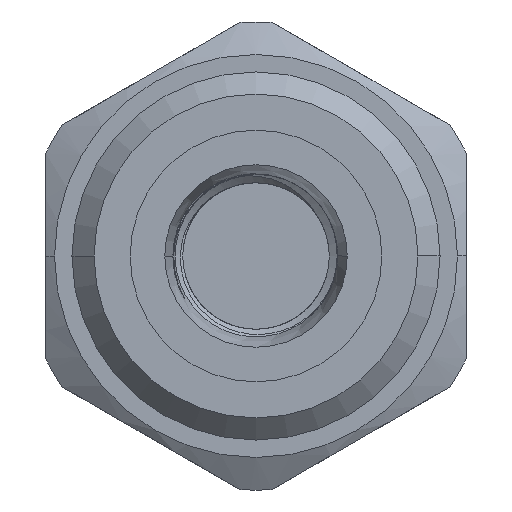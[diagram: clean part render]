
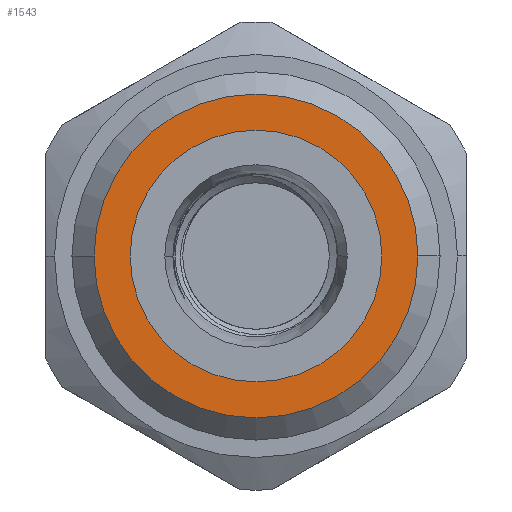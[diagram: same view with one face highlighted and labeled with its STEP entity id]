
A CAD part, left-side view. The second image highlights one B-rep face of the part: STEP entity #1543.
In plain terms, the highlighted planar face has unit normal (-1, 0, 0).
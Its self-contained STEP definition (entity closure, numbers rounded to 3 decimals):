
#153 = VERTEX_POINT ( 'NONE', #4103 ) ;
#157 = VERTEX_POINT ( 'NONE', #4107 ) ;
#179 = VERTEX_POINT ( 'NONE', #4134 ) ;
#227 = VERTEX_POINT ( 'NONE', #4206 ) ;
#1543 = ADVANCED_FACE ( 'NONE', ( #6208, #6209 ), #6330, .T. ) ;
#2119 = EDGE_CURVE ( 'NONE', #227, #157, #8485, .T. ) ;
#2126 = EDGE_CURVE ( 'NONE', #153, #179, #8494, .T. ) ;
#2353 = EDGE_CURVE ( 'NONE', #157, #227, #10446, .T. ) ;
#2354 = EDGE_CURVE ( 'NONE', #179, #153, #10447, .T. ) ;
#3023 = ORIENTED_EDGE ( 'NONE', *, *, #2353, .F. ) ;
#3024 = ORIENTED_EDGE ( 'NONE', *, *, #2119, .F. ) ;
#3025 = ORIENTED_EDGE ( 'NONE', *, *, #2354, .T. ) ;
#3026 = ORIENTED_EDGE ( 'NONE', *, *, #2126, .T. ) ;
#3834 = EDGE_LOOP ( 'NONE', ( #3023, #3024 ) ) ;
#3922 = EDGE_LOOP ( 'NONE', ( #3025, #3026 ) ) ;
#4103 = CARTESIAN_POINT ( 'NONE',  ( 0., -11., 0. ) ) ;
#4107 = CARTESIAN_POINT ( 'NONE',  ( 0., -8.55, 0. ) ) ;
#4134 = CARTESIAN_POINT ( 'NONE',  ( 0., 11., 0. ) ) ;
#4206 = CARTESIAN_POINT ( 'NONE',  ( 0., 8.55, 0. ) ) ;
#6208 = FACE_BOUND ( 'NONE', #3834, .T. ) ;
#6209 = FACE_OUTER_BOUND ( 'NONE', #3922, .T. ) ;
#6330 = PLANE ( 'NONE',  #6861 ) ;
#6337 = CARTESIAN_POINT ( 'NONE',  ( 0., 0., 0. ) ) ;
#6338 = DIRECTION ( 'NONE',  ( -1., 0., 0. ) ) ;
#6339 = DIRECTION ( 'NONE',  ( 0., -1., 0. ) ) ;
#6861 = AXIS2_PLACEMENT_3D ( 'NONE', #6337, #6338, #6339 ) ;
#8485 = CIRCLE ( 'NONE', #9206, 8.55 ) ;
#8494 = CIRCLE ( 'NONE', #9209, 11. ) ;
#9206 = AXIS2_PLACEMENT_3D ( 'NONE', #9499, #9500, #9501 ) ;
#9209 = AXIS2_PLACEMENT_3D ( 'NONE', #9519, #9520, #9521 ) ;
#9283 = AXIS2_PLACEMENT_3D ( 'NONE', #11522, #11523, #11524 ) ;
#9284 = AXIS2_PLACEMENT_3D ( 'NONE', #11525, #11526, #11527 ) ;
#9499 = CARTESIAN_POINT ( 'NONE',  ( 0., 0., 0. ) ) ;
#9500 = DIRECTION ( 'NONE',  ( -1., 0., 0. ) ) ;
#9501 = DIRECTION ( 'NONE',  ( 0., -1., 0. ) ) ;
#9519 = CARTESIAN_POINT ( 'NONE',  ( 0., 0., 0. ) ) ;
#9520 = DIRECTION ( 'NONE',  ( -1., 0., 0. ) ) ;
#9521 = DIRECTION ( 'NONE',  ( 0., -1., 0. ) ) ;
#10446 = CIRCLE ( 'NONE', #9283, 8.55 ) ;
#10447 = CIRCLE ( 'NONE', #9284, 11. ) ;
#11522 = CARTESIAN_POINT ( 'NONE',  ( 0., 0., 0. ) ) ;
#11523 = DIRECTION ( 'NONE',  ( -1., 0., 0. ) ) ;
#11524 = DIRECTION ( 'NONE',  ( 0., -1., 0. ) ) ;
#11525 = CARTESIAN_POINT ( 'NONE',  ( 0., 0., 0. ) ) ;
#11526 = DIRECTION ( 'NONE',  ( -1., 0., 0. ) ) ;
#11527 = DIRECTION ( 'NONE',  ( 0., -1., 0. ) ) ;
